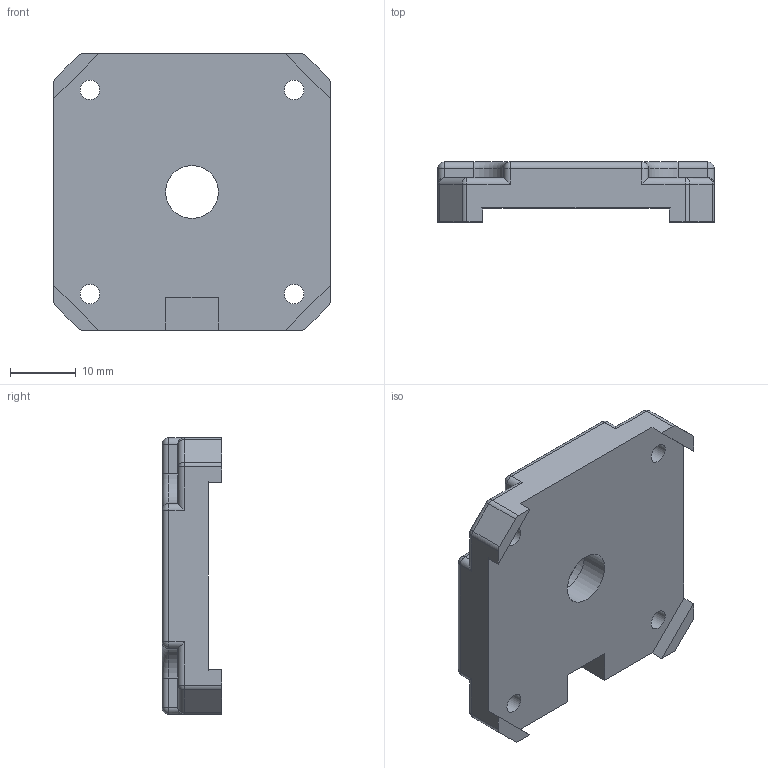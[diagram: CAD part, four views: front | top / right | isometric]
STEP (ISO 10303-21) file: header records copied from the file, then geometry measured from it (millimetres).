
FILE_DESCRIPTION(/* description */ (''),/* implementation_level */ '2;1');
FILE_NAME(/* name */ 'Back body.ipt.step',/* time_stamp */ '2022-11-29T08:32:24+01:00',/* author */ ('diederichbenedict'),/* organization */ (''),/* preprocessor_version */ 'ST-DEVELOPER v18.1',/* originating_system */ 'Autodesk Inventor 2022',/* authorisation */ '');
FILE_SCHEMA (('AUTOMOTIVE_DESIGN { 1 0 10303 214 3 1 1 }'));
Length unit declared in the file: millimetre
Products named in the file (1): Back body
Bounding box: 42 x 9.1 x 42 mm (x, y, z)
Volume: 10620.8 mm3; surface area: 4886.1 mm2
Topology: 1 solids, 1 shells, 106 faces, 245 edges, 142 vertices
Faces by surface type: cylinder 50, plane 35, sphere 16, torus 5
Full cylindrical faces by diameter (mm): 3 x4, 8 x1, 9.2 x1
Entity records: 3037 total; most frequent: DIRECTION 558, CARTESIAN_POINT 494, ORIENTED_EDGE 490, EDGE_CURVE 245, AXIS2_PLACEMENT_3D 206, LINE 146, VECTOR 146, VERTEX_POINT 142
